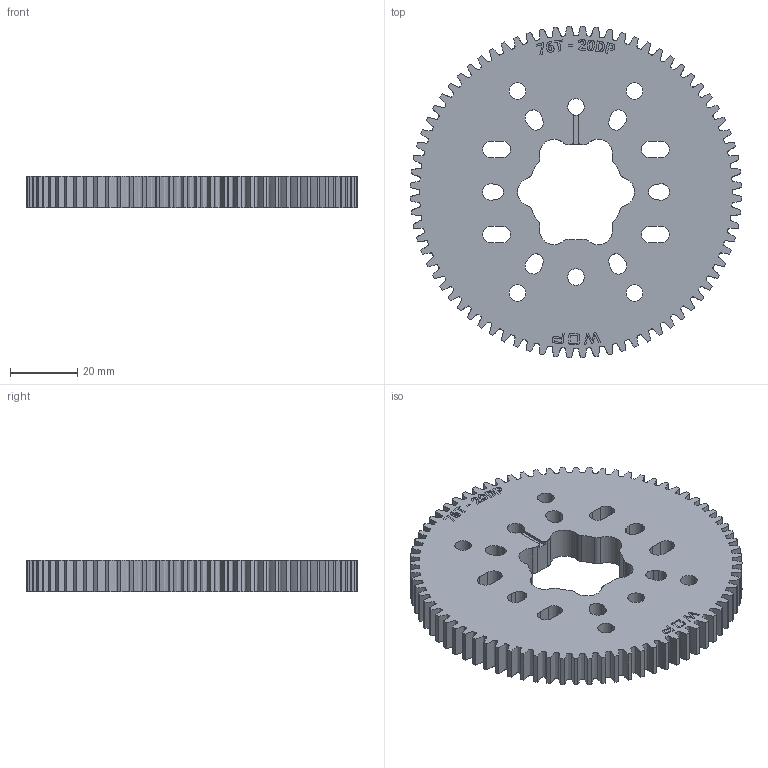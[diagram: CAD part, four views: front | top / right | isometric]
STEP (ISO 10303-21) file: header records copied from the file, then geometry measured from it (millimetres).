
FILE_DESCRIPTION (( 'STEP AP214' ), '1' );
FILE_NAME ('WCP-1212 Rev1.step', '2024-01-05T00:51:41', ( '' ), ( '' ), 'SwSTEP 2.0', 'SolidWorks 2022', '' );
FILE_SCHEMA (( 'AUTOMOTIVE_DESIGN' ));
Length unit declared in the file: metre
Products named in the file (1): WCP-1212 Rev1
Bounding box: 99.02 x 99.02 x 9.53 mm (x, y, z)
Volume: 60344.7 mm3; surface area: 21929.3 mm2
Topology: 1 solids, 1 shells, 393 faces, 1128 edges, 752 vertices
Faces by surface type: cylinder 151, plane 126, bspline 116
Entity records: 36412 total; most frequent: CARTESIAN_POINT 26502, ORIENTED_EDGE 2256, DIRECTION 1758, EDGE_CURVE 1128, VERTEX_POINT 752, VECTOR 590, LINE 590, AXIS2_PLACEMENT_3D 584
